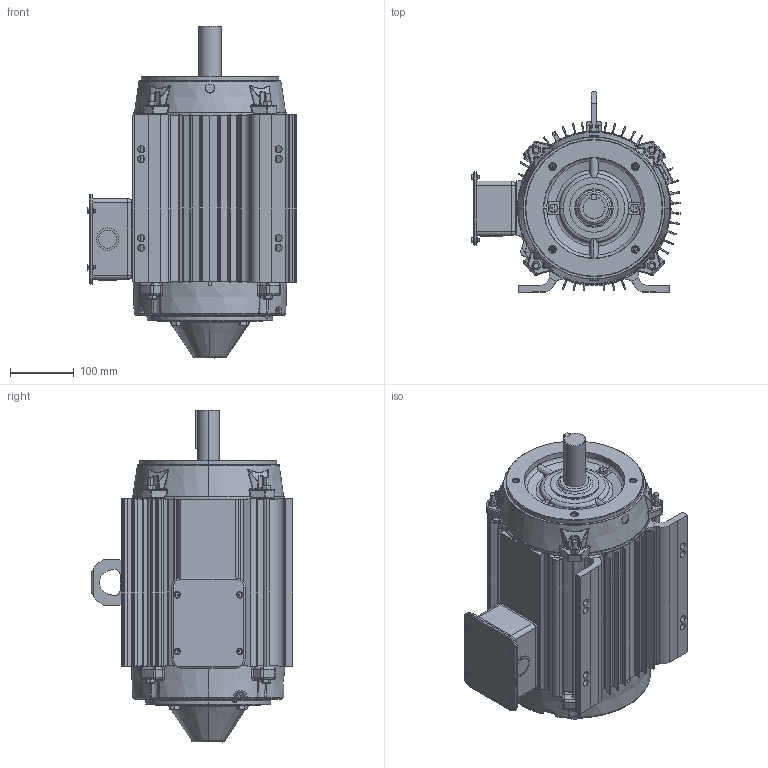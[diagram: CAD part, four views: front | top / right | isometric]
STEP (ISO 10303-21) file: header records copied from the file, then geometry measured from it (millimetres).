
FILE_DESCRIPTION (( 'STEP AP214' ), '1' );
FILE_NAME ('Y545.STEP', '2021-06-21T19:02:54', ( '' ), ( '' ), 'SwSTEP 2.0', 'SolidWorks 2017', '' );
FILE_SCHEMA (( 'AUTOMOTIVE_DESIGN' ));
Length unit declared in the file: inch
Products named in the file (1): Y545
Bounding box: 329.1 x 316.38 x 521.76 mm (x, y, z)
Volume: 4101935.1 mm3; surface area: 1577209.3 mm2
Topology: 31 solids, 31 shells, 3696 faces, 9518 edges, 5892 vertices
Faces by surface type: cylinder 1022, plane 999, torus 523, cone 498, bspline 485, sphere 169
Entity records: 156575 total; most frequent: CARTESIAN_POINT 70825, ORIENTED_EDGE 18894, DIRECTION 17001, EDGE_CURVE 9447, AXIS2_PLACEMENT_3D 6949, VERTEX_POINT 5883, EDGE_LOOP 3882, CIRCLE 3737
